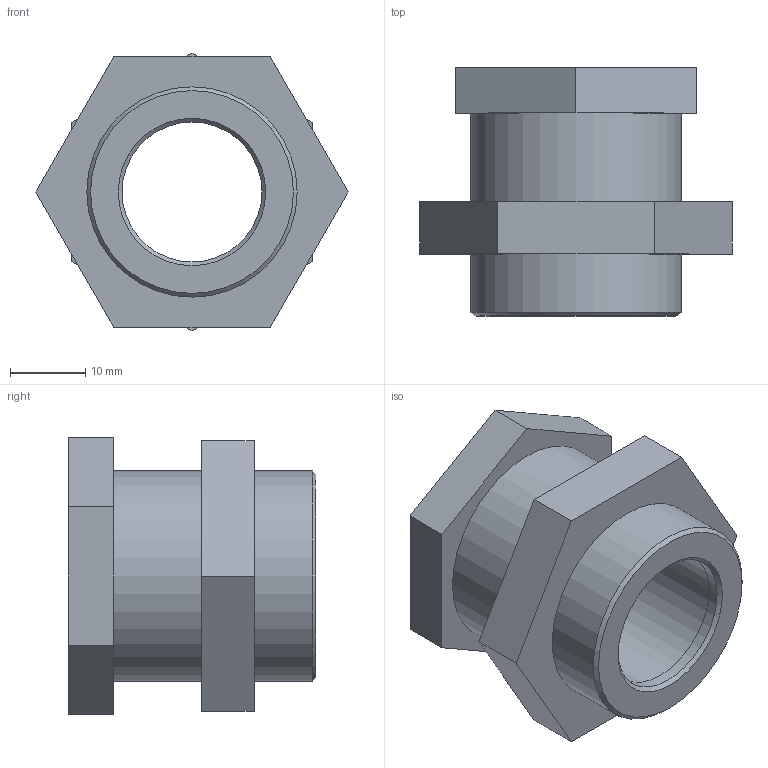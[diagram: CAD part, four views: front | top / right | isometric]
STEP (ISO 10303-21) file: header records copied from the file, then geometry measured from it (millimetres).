
FILE_DESCRIPTION(/* description */ ('Unknown'),/* implementation_level */ '2;1');
FILE_NAME(/* name */ 'A12.1;2',/* time_stamp */ '2020-04-21T09:53:12-04:00',/* author */ ('Unknown'),/* organization */ ('Unknown'),/* preprocessor_version */ 'ST-DEVELOPER v16.7',/* originating_system */ 'Solid Edge',/* authorisation */ 'Unknown');
FILE_SCHEMA (('AUTOMOTIVE_DESIGN {1 0 10303 214 3 1 1}'));
Length unit declared in the file: millimetre
Products named in the file (1): A12.1;2
Bounding box: 41.57 x 33 x 36.95 mm (x, y, z)
Volume: 16470.2 mm3; surface area: 7410.8 mm2
Topology: 1 solids, 1 shells, 24 faces, 56 edges, 37 vertices
Faces by surface type: plane 17, cylinder 4, cone 3
Full cylindrical faces by diameter (mm): 18.631 x2, 28 x2
Entity records: 816 total; most frequent: DIRECTION 106, CARTESIAN_POINT 105, ORIENTED_EDGE 92, EDGE_CURVE 46, LINE 36, VECTOR 36, EDGE_LOOP 36, FACE_BOUND 36
